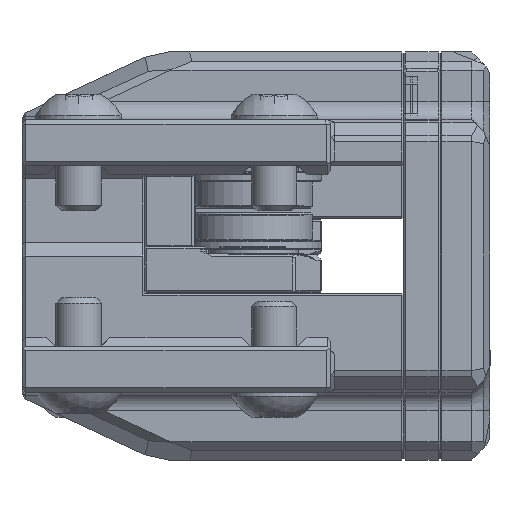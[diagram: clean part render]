
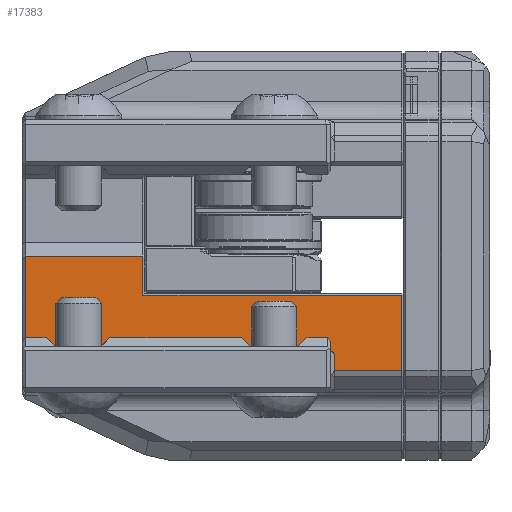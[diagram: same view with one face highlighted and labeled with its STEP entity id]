
A CAD part, left-side view. The second image highlights one B-rep face of the part: STEP entity #17383.
In plain terms, the highlighted face is planar.
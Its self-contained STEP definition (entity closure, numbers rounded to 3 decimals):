
#2097=FACE_OUTER_BOUND('',#3175,.T.);
#3175=EDGE_LOOP('',(#14536,#14537,#14538,#14539,#14540,#14541,#14542,#14543,
#14544));
#4666=LINE('',#37656,#6454);
#4725=LINE('',#37794,#6513);
#4734=LINE('',#37811,#6522);
#4736=LINE('',#37815,#6524);
#4737=LINE('',#37817,#6525);
#4738=LINE('',#37819,#6526);
#4739=LINE('',#37821,#6527);
#4740=LINE('',#37823,#6528);
#4741=LINE('',#37824,#6529);
#6454=VECTOR('',#22544,10.);
#6513=VECTOR('',#22659,10.);
#6522=VECTOR('',#22678,10.);
#6524=VECTOR('',#22682,10.);
#6525=VECTOR('',#22683,10.);
#6526=VECTOR('',#22684,10.);
#6527=VECTOR('',#22685,10.);
#6528=VECTOR('',#22686,10.);
#6529=VECTOR('',#22687,10.);
#8135=VERTEX_POINT('',#37649);
#8137=VERTEX_POINT('',#37655);
#8184=VERTEX_POINT('',#37783);
#8187=VERTEX_POINT('',#37790);
#8192=VERTEX_POINT('',#37814);
#8193=VERTEX_POINT('',#37816);
#8194=VERTEX_POINT('',#37818);
#8195=VERTEX_POINT('',#37820);
#8196=VERTEX_POINT('',#37822);
#10326=EDGE_CURVE('',#8137,#8135,#4666,.T.);
#10395=EDGE_CURVE('',#8184,#8187,#4725,.T.);
#10404=EDGE_CURVE('',#8135,#8184,#4734,.T.);
#10406=EDGE_CURVE('',#8137,#8192,#4736,.T.);
#10407=EDGE_CURVE('',#8192,#8193,#4737,.T.);
#10408=EDGE_CURVE('',#8194,#8193,#4738,.T.);
#10409=EDGE_CURVE('',#8194,#8195,#4739,.T.);
#10410=EDGE_CURVE('',#8196,#8195,#4740,.T.);
#10411=EDGE_CURVE('',#8187,#8196,#4741,.T.);
#14536=ORIENTED_EDGE('',*,*,#10326,.F.);
#14537=ORIENTED_EDGE('',*,*,#10406,.T.);
#14538=ORIENTED_EDGE('',*,*,#10407,.T.);
#14539=ORIENTED_EDGE('',*,*,#10408,.F.);
#14540=ORIENTED_EDGE('',*,*,#10409,.T.);
#14541=ORIENTED_EDGE('',*,*,#10410,.F.);
#14542=ORIENTED_EDGE('',*,*,#10411,.F.);
#14543=ORIENTED_EDGE('',*,*,#10395,.F.);
#14544=ORIENTED_EDGE('',*,*,#10404,.F.);
#16425=PLANE('',#18782);
#17383=ADVANCED_FACE('',(#2097),#16425,.T.);
#18782=AXIS2_PLACEMENT_3D('',#37813,#22680,#22681);
#22544=DIRECTION('',(0.,-1.,0.));
#22659=DIRECTION('',(0.,1.,0.));
#22678=DIRECTION('',(0.,0.,1.));
#22680=DIRECTION('center_axis',(1.,0.,0.));
#22681=DIRECTION('ref_axis',(0.,1.,0.));
#22682=DIRECTION('',(0.,0.,1.));
#22683=DIRECTION('',(0.,1.,0.));
#22684=DIRECTION('',(0.,0.,-1.));
#22685=DIRECTION('',(0.,-1.,0.));
#22686=DIRECTION('',(0.,0.,1.));
#22687=DIRECTION('',(0.,0.707,0.707));
#37649=CARTESIAN_POINT('',(-7.85,7.4,-16.8));
#37655=CARTESIAN_POINT('',(-7.85,15.69,-16.8));
#37656=CARTESIAN_POINT('',(-7.85,11.475,-16.8));
#37783=CARTESIAN_POINT('',(-7.85,7.4,-9.4));
#37790=CARTESIAN_POINT('',(-7.85,9.2,-9.4));
#37794=CARTESIAN_POINT('',(-7.85,5.,-9.4));
#37811=CARTESIAN_POINT('',(-7.85,7.4,0.));
#37813=CARTESIAN_POINT('Origin',(-7.85,10.,0.));
#37814=CARTESIAN_POINT('',(-7.85,15.69,11.7));
#37815=CARTESIAN_POINT('',(-7.85,15.69,-8.5));
#37816=CARTESIAN_POINT('',(-7.85,20.,11.7));
#37817=CARTESIAN_POINT('',(-7.85,25.,11.7));
#37818=CARTESIAN_POINT('',(-7.85,20.,24.6));
#37819=CARTESIAN_POINT('',(-7.85,20.,16.));
#37820=CARTESIAN_POINT('',(-7.85,10.,24.6));
#37821=CARTESIAN_POINT('',(-7.85,5.,24.6));
#37822=CARTESIAN_POINT('',(-7.85,10.,-8.6));
#37823=CARTESIAN_POINT('',(-7.85,10.,0.));
#37824=CARTESIAN_POINT('',(-7.85,12.05,-6.55));
